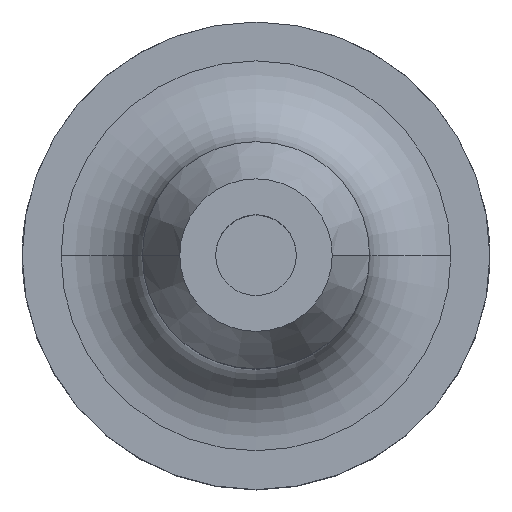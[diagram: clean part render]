
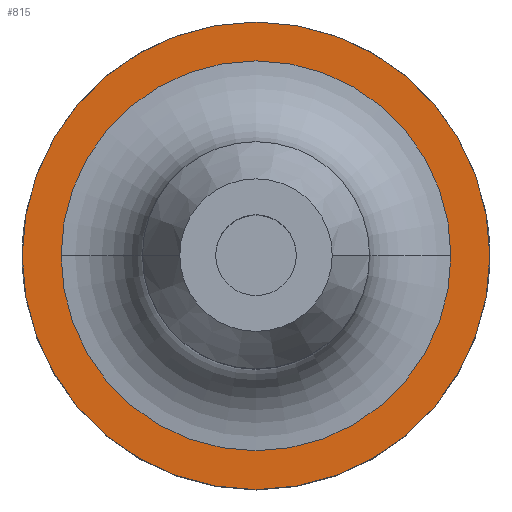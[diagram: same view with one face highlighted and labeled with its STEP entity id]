
A CAD part, top view. The second image highlights one B-rep face of the part: STEP entity #815.
In plain terms, the highlighted planar face has unit normal (0, 0, 1).
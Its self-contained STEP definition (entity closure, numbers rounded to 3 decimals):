
#80 = ORIENTED_EDGE ( 'NONE', *, *, #789, .T. ) ;
#112 = DIRECTION ( 'NONE',  ( 0., 0., -1. ) ) ;
#124 = CARTESIAN_POINT ( 'NONE',  ( -23., 0., 22. ) ) ;
#217 = VERTEX_POINT ( 'NONE', #1468 ) ;
#257 = CARTESIAN_POINT ( 'NONE',  ( 19.176, 0., 22. ) ) ;
#289 = CIRCLE ( 'NONE', #973, 19.176 ) ;
#306 = FACE_BOUND ( 'NONE', #787, .T. ) ;
#403 = CARTESIAN_POINT ( 'NONE',  ( 23., 0., 22. ) ) ;
#574 = AXIS2_PLACEMENT_3D ( 'NONE', #1462, #1449, #1439 ) ;
#747 = AXIS2_PLACEMENT_3D ( 'NONE', #1362, #1339, #1335 ) ;
#783 = EDGE_CURVE ( 'NONE', #955, #1373, #1418, .T. ) ;
#787 = EDGE_LOOP ( 'NONE', ( #80, #1083 ) ) ;
#789 = EDGE_CURVE ( 'NONE', #217, #1099, #1072, .T. ) ;
#815 = ADVANCED_FACE ( 'NONE', ( #306, #1305 ), #1109, .F. ) ;
#882 = ORIENTED_EDGE ( 'NONE', *, *, #975, .F. ) ;
#892 = DIRECTION ( 'NONE',  ( -1., 0., 0. ) ) ;
#903 = AXIS2_PLACEMENT_3D ( 'NONE', #1037, #976, #892 ) ;
#955 = VERTEX_POINT ( 'NONE', #124 ) ;
#973 = AXIS2_PLACEMENT_3D ( 'NONE', #1158, #112, #1409 ) ;
#975 = EDGE_CURVE ( 'NONE', #1373, #955, #1137, .T. ) ;
#976 = DIRECTION ( 'NONE',  ( 0., 0., -1. ) ) ;
#1001 = DIRECTION ( 'NONE',  ( -1., 0., 0. ) ) ;
#1011 = DIRECTION ( 'NONE',  ( 0., 0., -1. ) ) ;
#1012 = EDGE_LOOP ( 'NONE', ( #1054, #882 ) ) ;
#1037 = CARTESIAN_POINT ( 'NONE',  ( 0., 0., 22. ) ) ;
#1040 = CARTESIAN_POINT ( 'NONE',  ( 0., 11.176, 22. ) ) ;
#1054 = ORIENTED_EDGE ( 'NONE', *, *, #783, .F. ) ;
#1072 = CIRCLE ( 'NONE', #747, 19.176 ) ;
#1083 = ORIENTED_EDGE ( 'NONE', *, *, #1351, .T. ) ;
#1099 = VERTEX_POINT ( 'NONE', #257 ) ;
#1109 = PLANE ( 'NONE',  #1397 ) ;
#1137 = CIRCLE ( 'NONE', #903, 23. ) ;
#1158 = CARTESIAN_POINT ( 'NONE',  ( 0., 0., 22. ) ) ;
#1305 = FACE_OUTER_BOUND ( 'NONE', #1012, .T. ) ;
#1335 = DIRECTION ( 'NONE',  ( -1., 0., 0. ) ) ;
#1339 = DIRECTION ( 'NONE',  ( 0., 0., -1. ) ) ;
#1351 = EDGE_CURVE ( 'NONE', #1099, #217, #289, .T. ) ;
#1362 = CARTESIAN_POINT ( 'NONE',  ( 0., 0., 22. ) ) ;
#1373 = VERTEX_POINT ( 'NONE', #403 ) ;
#1397 = AXIS2_PLACEMENT_3D ( 'NONE', #1040, #1011, #1001 ) ;
#1409 = DIRECTION ( 'NONE',  ( -1., 0., 0. ) ) ;
#1418 = CIRCLE ( 'NONE', #574, 23. ) ;
#1439 = DIRECTION ( 'NONE',  ( -1., 0., 0. ) ) ;
#1449 = DIRECTION ( 'NONE',  ( 0., 0., -1. ) ) ;
#1462 = CARTESIAN_POINT ( 'NONE',  ( 0., 0., 22. ) ) ;
#1468 = CARTESIAN_POINT ( 'NONE',  ( -19.176, 0., 22. ) ) ;
